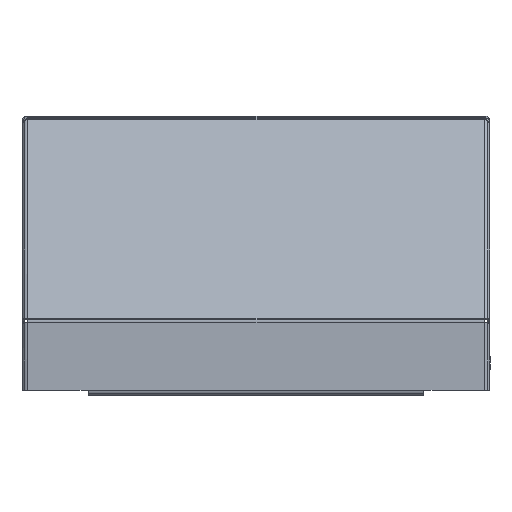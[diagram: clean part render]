
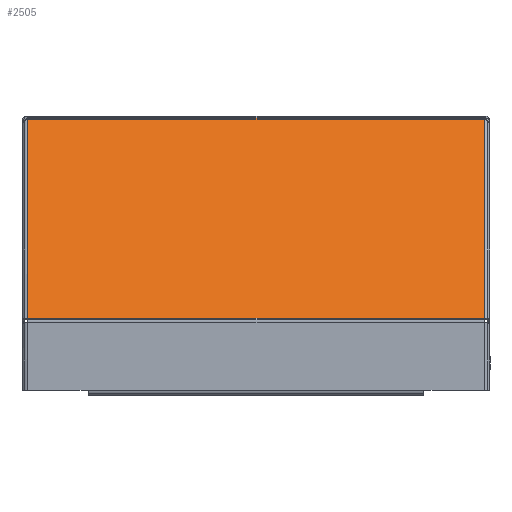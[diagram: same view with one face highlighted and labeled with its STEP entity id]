
A CAD part, left-side view. The second image highlights one B-rep face of the part: STEP entity #2505.
In plain terms, the highlighted planar face has unit normal (-0.707, 0, 0.707).
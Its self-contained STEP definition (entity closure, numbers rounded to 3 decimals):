
#540 = CARTESIAN_POINT ( 'NONE',  ( -388.714, -163., -69.583 ) ) ;
#602 = DIRECTION ( 'NONE',  ( 0.707, 0., 0.707 ) ) ;
#1363 = DIRECTION ( 'NONE',  ( 0.707, 0., 0.707 ) ) ;
#1459 = CARTESIAN_POINT ( 'NONE',  ( -318.917, -2., 0.214 ) ) ;
#1701 = ORIENTED_EDGE ( 'NONE', *, *, #6730, .F. ) ;
#1704 = AXIS2_PLACEMENT_3D ( 'NONE', #5654, #3509, #1363 ) ;
#1718 = CARTESIAN_POINT ( 'NONE',  ( -318.917, -161., 0.214 ) ) ;
#1799 = ORIENTED_EDGE ( 'NONE', *, *, #5493, .T. ) ;
#2252 = DIRECTION ( 'NONE',  ( 0., 1., 0. ) ) ;
#2296 = VERTEX_POINT ( 'NONE', #1718 ) ;
#2434 = DIRECTION ( 'NONE',  ( 0., 1., 0. ) ) ;
#2505 = ADVANCED_FACE ( 'NONE', ( #6249 ), #4127, .T. ) ;
#2568 = VERTEX_POINT ( 'NONE', #3579 ) ;
#2968 = VECTOR ( 'NONE', #602, 1000. ) ;
#3018 = CARTESIAN_POINT ( 'NONE',  ( -318.917, -163., 0.214 ) ) ;
#3509 = DIRECTION ( 'NONE',  ( -0.707, 0., 0.707 ) ) ;
#3579 = CARTESIAN_POINT ( 'NONE',  ( -388.714, -2., -69.583 ) ) ;
#3805 = EDGE_LOOP ( 'NONE', ( #1701, #5343, #1799, #4941 ) ) ;
#4127 = PLANE ( 'NONE',  #1704 ) ;
#4154 = LINE ( 'NONE', #5336, #2968 ) ;
#4170 = EDGE_CURVE ( 'NONE', #4299, #2568, #6021, .T. ) ;
#4188 = VERTEX_POINT ( 'NONE', #5276 ) ;
#4229 = CARTESIAN_POINT ( 'NONE',  ( -318.917, -2., 0.214 ) ) ;
#4255 = DIRECTION ( 'NONE',  ( -0.707, 0., -0.707 ) ) ;
#4299 = VERTEX_POINT ( 'NONE', #1459 ) ;
#4557 = VECTOR ( 'NONE', #4255, 1000. ) ;
#4803 = EDGE_CURVE ( 'NONE', #4188, #2296, #4154, .T. ) ;
#4941 = ORIENTED_EDGE ( 'NONE', *, *, #4170, .T. ) ;
#5052 = VECTOR ( 'NONE', #2434, 1000. ) ;
#5276 = CARTESIAN_POINT ( 'NONE',  ( -388.714, -161., -69.583 ) ) ;
#5336 = CARTESIAN_POINT ( 'NONE',  ( -388.714, -161., -69.583 ) ) ;
#5343 = ORIENTED_EDGE ( 'NONE', *, *, #4803, .T. ) ;
#5453 = LINE ( 'NONE', #540, #5961 ) ;
#5493 = EDGE_CURVE ( 'NONE', #2296, #4299, #5570, .T. ) ;
#5570 = LINE ( 'NONE', #3018, #5052 ) ;
#5654 = CARTESIAN_POINT ( 'NONE',  ( -318.566, -163., 0.566 ) ) ;
#5961 = VECTOR ( 'NONE', #2252, 1000. ) ;
#6021 = LINE ( 'NONE', #4229, #4557 ) ;
#6249 = FACE_OUTER_BOUND ( 'NONE', #3805, .T. ) ;
#6730 = EDGE_CURVE ( 'NONE', #4188, #2568, #5453, .T. ) ;
